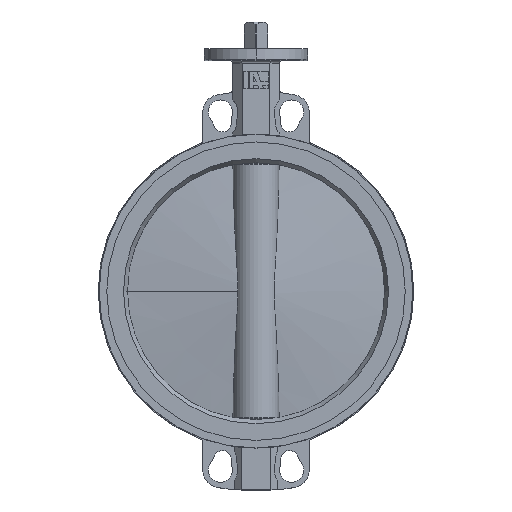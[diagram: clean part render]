
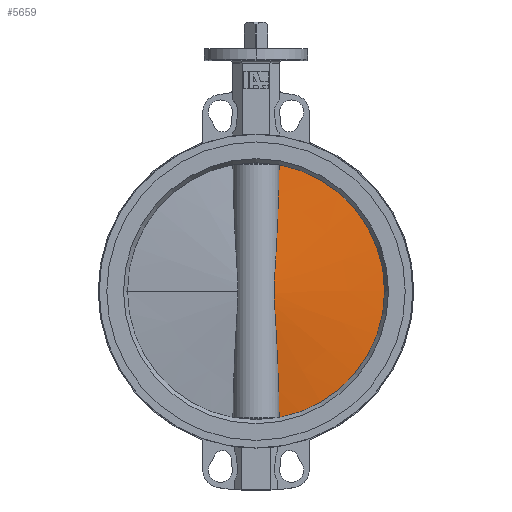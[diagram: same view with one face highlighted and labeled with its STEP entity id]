
A CAD part, top view. The second image highlights one B-rep face of the part: STEP entity #5659.
In plain terms, the highlighted conical face has half-angle 83.838 degrees and reference radius 9262.33 mm.
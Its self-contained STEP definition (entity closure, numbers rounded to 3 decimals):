
#125 = CARTESIAN_POINT ( 'NONE',  ( 4.095, -190.487, -34.76 ) ) ;
#132 = CARTESIAN_POINT ( 'NONE',  ( 5.784, -174.614, -34.561 ) ) ;
#133 = CARTESIAN_POINT ( 'NONE',  ( 4.095, 0., 0. ) ) ;
#134 = DIRECTION ( 'NONE',  ( 1., 0., 0. ) ) ;
#135 = DIRECTION ( 'NONE',  ( 0., 0., -1. ) ) ;
#136 = CARTESIAN_POINT ( 'NONE',  ( 7.471, -158.743, -34.238 ) ) ;
#137 = CARTESIAN_POINT ( 'NONE',  ( 10.828, -127.004, -33.328 ) ) ;
#138 = CARTESIAN_POINT ( 'NONE',  ( 12.5, -111.14, -32.741 ) ) ;
#139 = CARTESIAN_POINT ( 'NONE',  ( 14.972, -87.351, -31.649 ) ) ;
#140 = CARTESIAN_POINT ( 'NONE',  ( 15.79, -79.423, -31.249 ) ) ;
#141 = CARTESIAN_POINT ( 'NONE',  ( 17.399, -63.566, -30.383 ) ) ;
#142 = CARTESIAN_POINT ( 'NONE',  ( 18.192, -55.639, -29.914 ) ) ;
#143 = CARTESIAN_POINT ( 'NONE',  ( 19.326, -43.743, -29.184 ) ) ;
#144 = CARTESIAN_POINT ( 'NONE',  ( 19.695, -39.777, -28.936 ) ) ;
#145 = CARTESIAN_POINT ( 'NONE',  ( 20.397, -31.842, -28.446 ) ) ;
#146 = CARTESIAN_POINT ( 'NONE',  ( 20.73, -27.872, -28.203 ) ) ;
#147 = CARTESIAN_POINT ( 'NONE',  ( 21.324, -19.924, -27.756 ) ) ;
#148 = CARTESIAN_POINT ( 'NONE',  ( 21.585, -15.944, -27.553 ) ) ;
#149 = CARTESIAN_POINT ( 'NONE',  ( 21.958, -7.985, -27.256 ) ) ;
#150 = CARTESIAN_POINT ( 'NONE',  ( 22.067, -4.004, -27.167 ) ) ;
#151 = CARTESIAN_POINT ( 'NONE',  ( 22.067, 3.96, -27.167 ) ) ;
#152 = CARTESIAN_POINT ( 'NONE',  ( 21.96, 7.943, -27.255 ) ) ;
#153 = CARTESIAN_POINT ( 'NONE',  ( 21.68, 13.92, -27.477 ) ) ;
#154 = CARTESIAN_POINT ( 'NONE',  ( 21.568, 15.912, -27.565 ) ) ;
#155 = CARTESIAN_POINT ( 'NONE',  ( 21.317, 19.893, -27.76 ) ) ;
#156 = CARTESIAN_POINT ( 'NONE',  ( 21.178, 21.882, -27.866 ) ) ;
#157 = CARTESIAN_POINT ( 'NONE',  ( 20.733, 27.844, -28.201 ) ) ;
#158 = CARTESIAN_POINT ( 'NONE',  ( 20.399, 31.814, -28.444 ) ) ;
#159 = CARTESIAN_POINT ( 'NONE',  ( 19.698, 39.751, -28.934 ) ) ;
#160 = CARTESIAN_POINT ( 'NONE',  ( 19.329, 43.717, -29.182 ) ) ;
#161 = CARTESIAN_POINT ( 'NONE',  ( 18.194, 55.615, -29.913 ) ) ;
#162 = CARTESIAN_POINT ( 'NONE',  ( 17.401, 63.544, -30.381 ) ) ;
#163 = CARTESIAN_POINT ( 'NONE',  ( 15.792, 79.403, -31.248 ) ) ;
#164 = CARTESIAN_POINT ( 'NONE',  ( 14.974, 87.333, -31.648 ) ) ;
#165 = CARTESIAN_POINT ( 'NONE',  ( 12.501, 111.126, -32.741 ) ) ;
#166 = CARTESIAN_POINT ( 'NONE',  ( 10.829, 126.992, -33.328 ) ) ;
#167 = CARTESIAN_POINT ( 'NONE',  ( 7.472, 158.736, -34.237 ) ) ;
#168 = CARTESIAN_POINT ( 'NONE',  ( 5.785, 174.611, -34.561 ) ) ;
#169 = CARTESIAN_POINT ( 'NONE',  ( 4.095, 190.487, -34.76 ) ) ;
#1966 = ORIENTED_EDGE ( 'NONE', *, *, #3382, .T. ) ;
#1967 = ORIENTED_EDGE ( 'NONE', *, *, #3418, .T. ) ;
#1968 = ORIENTED_EDGE ( 'NONE', *, *, #3383, .F. ) ;
#2289 = AXIS2_PLACEMENT_3D ( 'NONE', #133, #134, #135 ) ;
#2309 = AXIS2_PLACEMENT_3D ( 'NONE', #3502, #3503, #3504 ) ;
#2367 = AXIS2_PLACEMENT_3D ( 'NONE', #5016, #5017, #5015 ) ;
#3382 = EDGE_CURVE ( 'NONE', #5322, #7356, #6241, .T. ) ;
#3383 = EDGE_CURVE ( 'NONE', #5324, #7356, #5765, .T. ) ;
#3418 = EDGE_CURVE ( 'NONE', #5324, #5322, #6272, .T. ) ;
#3502 = CARTESIAN_POINT ( 'NONE',  ( 4.095, 0., 0. ) ) ;
#3503 = DIRECTION ( 'NONE',  ( 1., 0., 0. ) ) ;
#3504 = DIRECTION ( 'NONE',  ( 0., 0., -1. ) ) ;
#4084 = EDGE_LOOP ( 'NONE', ( #1968, #1967, #1966 ) ) ;
#4633 = CARTESIAN_POINT ( 'NONE',  ( 4.095, 0., -193.633 ) ) ;
#4635 = CARTESIAN_POINT ( 'NONE',  ( 4.095, -190.487, -34.76 ) ) ;
#5015 = DIRECTION ( 'NONE',  ( 0., 0., 1. ) ) ;
#5016 = CARTESIAN_POINT ( 'NONE',  ( -975., 0., 0. ) ) ;
#5017 = DIRECTION ( 'NONE',  ( -1., 0., 0. ) ) ;
#5322 = VERTEX_POINT ( 'NONE', #4633 ) ;
#5324 = VERTEX_POINT ( 'NONE', #4635 ) ;
#5659 = ADVANCED_FACE ( 'NONE', ( #7069 ), #7073, .T. ) ;
#5765 = B_SPLINE_CURVE_WITH_KNOTS ( 'NONE', 3,
 ( #125, #132, #136, #137, #138, #139, #140, #141, #142, #143, #144, #145, #146, #147, #148, #149, #150, #151, #152, #153, #154, #155, #156, #157, #158, #159, #160, #161, #162, #163, #164, #165, #166, #167, #168, #169 ),
 .UNSPECIFIED., .F., .F.,
 ( 4, 2, 2, 2, 2, 2, 2, 2, 2, 2, 2, 2, 2, 2, 2, 2, 2, 4 ),
 ( -0.172, -0.124, -0.076, -0.053, -0.029, -0.017, -0.005, 0.007, 0.019, 0.031, 0.037, 0.043, 0.055, 0.067, 0.091, 0.115, 0.162, 0.21 ),
 .UNSPECIFIED. ) ;
#6241 = CIRCLE ( 'NONE', #2289, 193.633 ) ;
#6272 = CIRCLE ( 'NONE', #2309, 193.633 ) ;
#6599 = CARTESIAN_POINT ( 'NONE',  ( 4.095, 190.487, -34.76 ) ) ;
#7069 = FACE_OUTER_BOUND ( 'NONE', #4084, .T. ) ;
#7073 = CONICAL_SURFACE ( 'NONE', #2367, 9262.327, 1.463 ) ;
#7356 = VERTEX_POINT ( 'NONE', #6599 ) ;
